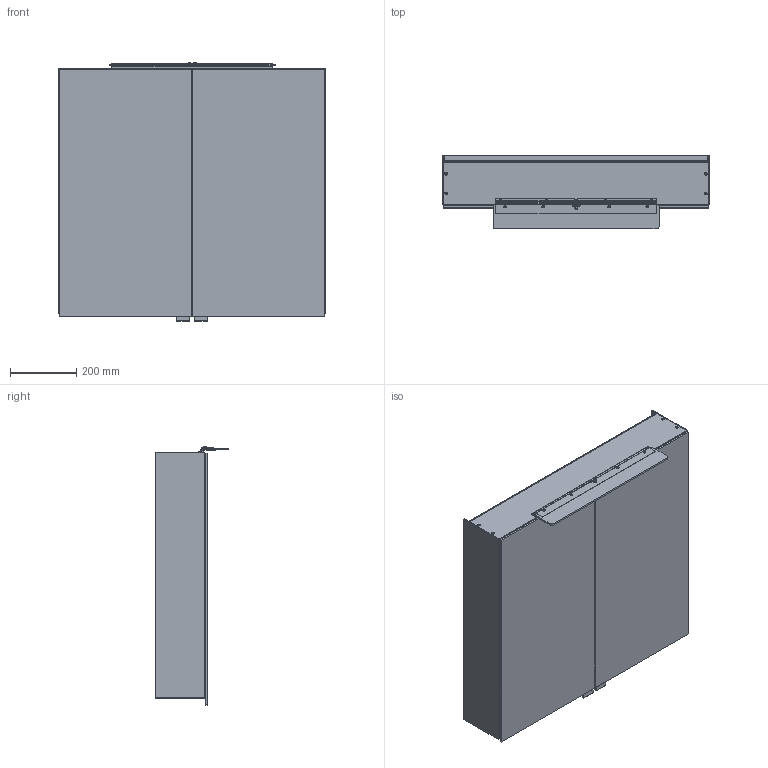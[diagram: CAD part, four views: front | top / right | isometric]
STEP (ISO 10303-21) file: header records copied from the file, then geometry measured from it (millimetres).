
FILE_DESCRIPTION(/* description */ (''),/* implementation_level */ '2;1');
FILE_NAME(/* name */ 'A4398000',/* time_stamp */ '2015-10-27T15:53:16+01:00',/* author */ (''),/* organization */ (''),/* preprocessor_version */ 'ST-DEVELOPER v10',/* originating_system */ '',/* authorisation */ '');
FILE_SCHEMA (('CONFIG_CONTROL_DESIGN'));
Length unit declared in the file: millimetre
Products named in the file (2): 1; 2
Assembly tree (2 placements, depth 2):
  1
    2  x2
Bounding box: 807 x 223 x 780.3 mm (x, y, z)
Volume: 13043551.8 mm3; surface area: 4155227.2 mm2
Topology: 14 solids, 14 shells, 1089 faces, 3151 edges, 2139 vertices
Faces by surface type: bspline 557, plane 532
Entity records: 34577 total; most frequent: CARTESIAN_POINT 15893, ORIENTED_EDGE 6218, EDGE_CURVE 3109, VERTEX_POINT 2113, B_SPLINE_CURVE_WITH_KNOTS 2047, EDGE_LOOP 1142, ADVANCED_FACE 1071, FACE_OUTER_BOUND 1071
